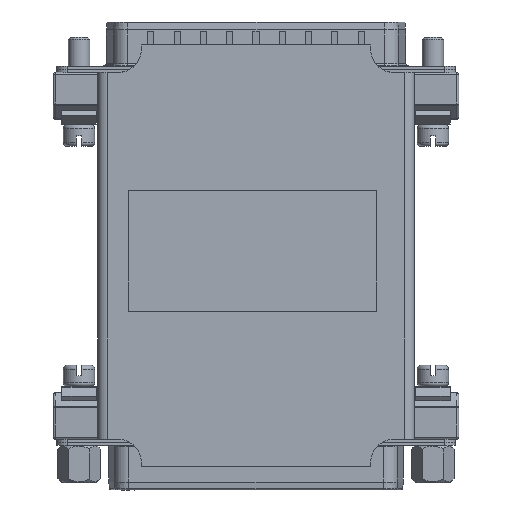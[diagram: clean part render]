
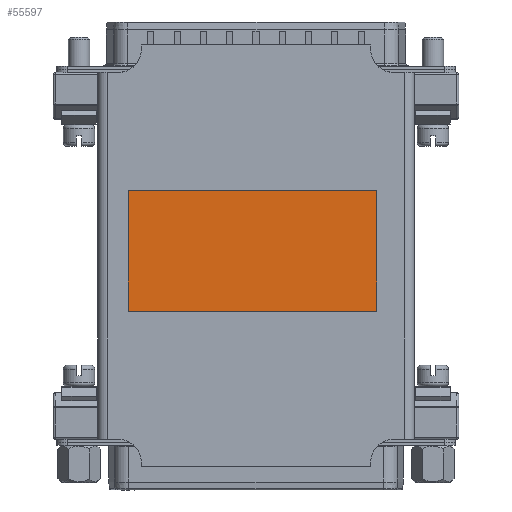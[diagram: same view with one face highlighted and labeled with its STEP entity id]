
A CAD part, front view. The second image highlights one B-rep face of the part: STEP entity #55597.
In plain terms, the highlighted planar face has unit normal (0, -1, 0).
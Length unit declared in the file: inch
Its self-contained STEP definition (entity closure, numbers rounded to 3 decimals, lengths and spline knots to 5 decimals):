
#888 = CARTESIAN_POINT ( 'NONE',  ( 0.6315, -0.3055, -1.39358 ) ) ;
#1526 = DIRECTION ( 'NONE',  ( 0., 0., -1. ) ) ;
#3027 = DIRECTION ( 'NONE',  ( 1., 0., 0. ) ) ;
#4678 = LINE ( 'NONE', #40625, #41975 ) ;
#5454 = FACE_OUTER_BOUND ( 'NONE', #52298, .T. ) ;
#8452 = VECTOR ( 'NONE', #3027, 39.37008 ) ;
#8550 = VECTOR ( 'NONE', #55061, 39.37008 ) ;
#10446 = ORIENTED_EDGE ( 'NONE', *, *, #25230, .F. ) ;
#11473 = DIRECTION ( 'NONE',  ( 0., 0., -1. ) ) ;
#16402 = AXIS2_PLACEMENT_3D ( 'NONE', #45133, #30659, #1526 ) ;
#21848 = VERTEX_POINT ( 'NONE', #888 ) ;
#22384 = CARTESIAN_POINT ( 'NONE',  ( -0.6685, -0.3055, -0.76258 ) ) ;
#22791 = VERTEX_POINT ( 'NONE', #54831 ) ;
#22926 = LINE ( 'NONE', #22384, #8452 ) ;
#24595 = CARTESIAN_POINT ( 'NONE',  ( -0.6685, -0.3055, -1.39358 ) ) ;
#25037 = CARTESIAN_POINT ( 'NONE',  ( 0.6315, -0.3055, -0.76258 ) ) ;
#25230 = EDGE_CURVE ( 'NONE', #31766, #21848, #4678, .T. ) ;
#25783 = PLANE ( 'NONE',  #16402 ) ;
#28533 = ORIENTED_EDGE ( 'NONE', *, *, #41117, .F. ) ;
#30659 = DIRECTION ( 'NONE',  ( 0., 1., 0. ) ) ;
#31437 = ORIENTED_EDGE ( 'NONE', *, *, #61852, .F. ) ;
#31490 = LINE ( 'NONE', #37746, #54357 ) ;
#31766 = VERTEX_POINT ( 'NONE', #25037 ) ;
#32021 = EDGE_CURVE ( 'NONE', #21848, #46439, #31490, .T. ) ;
#32909 = LINE ( 'NONE', #40351, #8550 ) ;
#37746 = CARTESIAN_POINT ( 'NONE',  ( -0.6685, -0.3055, -1.39358 ) ) ;
#40351 = CARTESIAN_POINT ( 'NONE',  ( -0.6685, -0.3055, -0.76258 ) ) ;
#40625 = CARTESIAN_POINT ( 'NONE',  ( 0.6315, -0.3055, -0.76258 ) ) ;
#41117 = EDGE_CURVE ( 'NONE', #46439, #22791, #32909, .T. ) ;
#41975 = VECTOR ( 'NONE', #11473, 39.37008 ) ;
#42638 = ORIENTED_EDGE ( 'NONE', *, *, #32021, .F. ) ;
#45133 = CARTESIAN_POINT ( 'NONE',  ( -0.6685, -0.3055, -1.39358 ) ) ;
#46439 = VERTEX_POINT ( 'NONE', #24595 ) ;
#52298 = EDGE_LOOP ( 'NONE', ( #28533, #42638, #10446, #31437 ) ) ;
#52440 = DIRECTION ( 'NONE',  ( -1., 0., 0. ) ) ;
#54357 = VECTOR ( 'NONE', #52440, 39.37008 ) ;
#54831 = CARTESIAN_POINT ( 'NONE',  ( -0.6685, -0.3055, -0.76258 ) ) ;
#55061 = DIRECTION ( 'NONE',  ( 0., 0., 1. ) ) ;
#55597 = ADVANCED_FACE ( 'NONE', ( #5454 ), #25783, .F. ) ;
#61852 = EDGE_CURVE ( 'NONE', #22791, #31766, #22926, .T. ) ;
